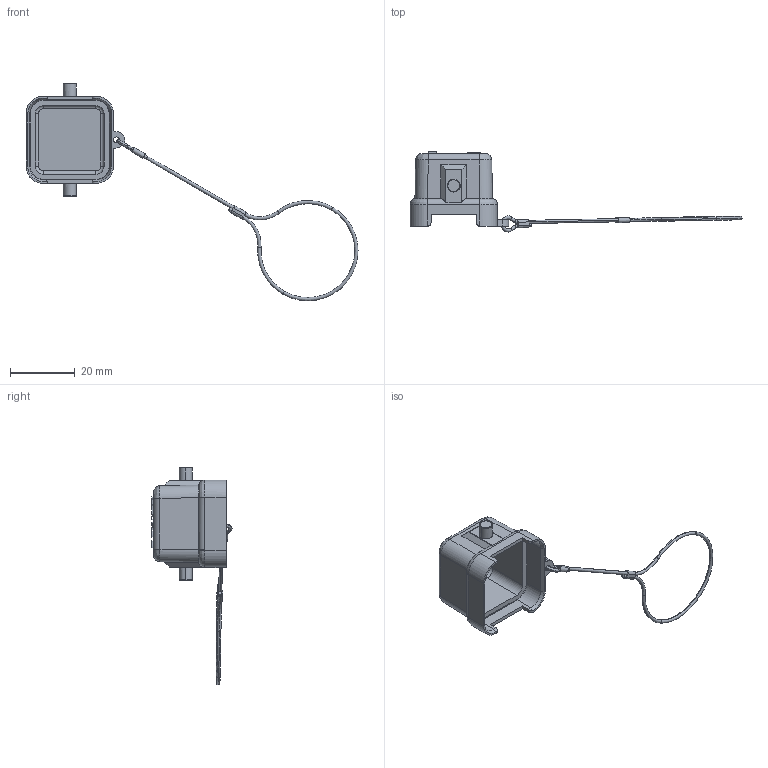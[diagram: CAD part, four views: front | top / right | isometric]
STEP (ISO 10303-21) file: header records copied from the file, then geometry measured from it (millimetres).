
FILE_DESCRIPTION((''),'2;1');
FILE_NAME('PRT0048','2022-08-04T',('xf.gao'),(''),'PRO/ENGINEER BY PARAMETRIC TECHNOLOGY CORPORATION, 2012480','PRO/ENGINEER BY PARAMETRIC TECHNOLOGY CORPORATION, 2012480','');
FILE_SCHEMA(('CONFIG_CONTROL_DESIGN'));
Length unit declared in the file: millimetre
Products named in the file (1): PRT0048
Bounding box: 102.57 x 24.72 x 67.24 mm (x, y, z)
Volume: 3457.5 mm3; surface area: 5560.9 mm2
Topology: 1 solids, 1 shells, 239 faces, 603 edges, 379 vertices
Faces by surface type: plane 111, cylinder 74, torus 24, bspline 20, extrusion 10
Entity records: 8672 total; most frequent: CARTESIAN_POINT 3041, ORIENTED_EDGE 1206, DIRECTION 1084, EDGE_CURVE 603, VERTEX_POINT 379, AXIS2_PLACEMENT_3D 362, VECTOR 360, LINE 350
